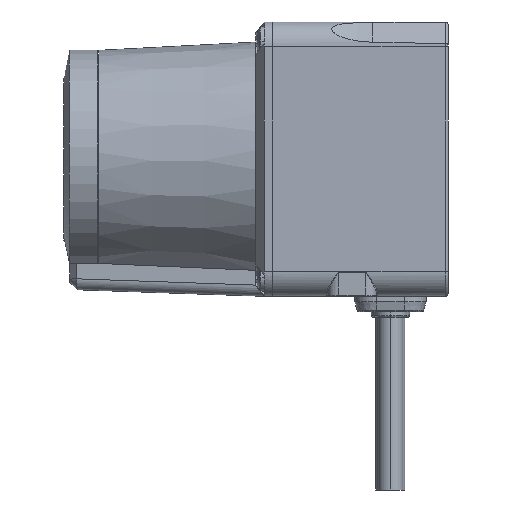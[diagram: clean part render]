
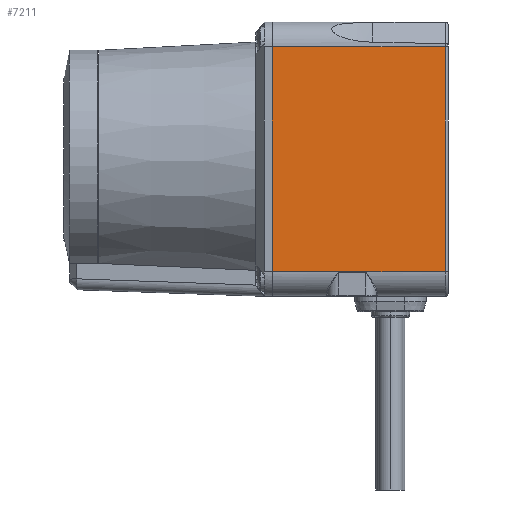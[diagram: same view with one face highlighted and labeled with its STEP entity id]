
A CAD part, left-side view. The second image highlights one B-rep face of the part: STEP entity #7211.
In plain terms, the highlighted planar face has unit normal (-1, -0.009, 0).
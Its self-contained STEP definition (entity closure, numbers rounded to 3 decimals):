
#34 = CARTESIAN_POINT ( 'NONE',  ( -25., 42., -25. ) ) ;
#276 = CARTESIAN_POINT ( 'NONE',  ( -25., 42., 20.5 ) ) ;
#1351 = ORIENTED_EDGE ( 'NONE', *, *, #17105, .T. ) ;
#3284 = DIRECTION ( 'NONE',  ( -0.009, 1., 0. ) ) ;
#3515 = DIRECTION ( 'NONE',  ( -0.009, 1., 0. ) ) ;
#4438 = FACE_OUTER_BOUND ( 'NONE', #8350, .T. ) ;
#5927 = CARTESIAN_POINT ( 'NONE',  ( -25., 42., -20.5 ) ) ;
#7211 = ADVANCED_FACE ( 'NONE', ( #4438 ), #25653, .T. ) ;
#7240 = LINE ( 'NONE', #14916, #23323 ) ;
#8140 = CARTESIAN_POINT ( 'NONE',  ( -24.725, 10.496, 20.5 ) ) ;
#8350 = EDGE_LOOP ( 'NONE', ( #36769, #40142, #1351, #20758 ) ) ;
#8522 = LINE ( 'NONE', #276, #41646 ) ;
#9261 = LINE ( 'NONE', #36346, #34903 ) ;
#11206 = CARTESIAN_POINT ( 'NONE',  ( -25., 42., -20.5 ) ) ;
#14916 = CARTESIAN_POINT ( 'NONE',  ( -25., 42., -25. ) ) ;
#17081 = DIRECTION ( 'NONE',  ( 0., 0., 1. ) ) ;
#17105 = EDGE_CURVE ( 'NONE', #28331, #36411, #8522, .T. ) ;
#20758 = ORIENTED_EDGE ( 'NONE', *, *, #27965, .F. ) ;
#22553 = DIRECTION ( 'NONE',  ( -1., -0.009, 0. ) ) ;
#22860 = VERTEX_POINT ( 'NONE', #5927 ) ;
#23323 = VECTOR ( 'NONE', #40611, 1000. ) ;
#24922 = LINE ( 'NONE', #11206, #25938 ) ;
#25640 = AXIS2_PLACEMENT_3D ( 'NONE', #34, #22553, #3284 ) ;
#25653 = PLANE ( 'NONE',  #25640 ) ;
#25938 = VECTOR ( 'NONE', #26824, 1000. ) ;
#26824 = DIRECTION ( 'NONE',  ( 0.009, -1., 0. ) ) ;
#27167 = VERTEX_POINT ( 'NONE', #38866 ) ;
#27333 = EDGE_CURVE ( 'NONE', #22860, #27167, #24922, .T. ) ;
#27965 = EDGE_CURVE ( 'NONE', #22860, #36411, #7240, .T. ) ;
#28331 = VERTEX_POINT ( 'NONE', #8140 ) ;
#29575 = EDGE_CURVE ( 'NONE', #27167, #28331, #9261, .T. ) ;
#34903 = VECTOR ( 'NONE', #17081, 1000. ) ;
#36346 = CARTESIAN_POINT ( 'NONE',  ( -24.725, 10.496, 20.5 ) ) ;
#36411 = VERTEX_POINT ( 'NONE', #37416 ) ;
#36769 = ORIENTED_EDGE ( 'NONE', *, *, #27333, .T. ) ;
#37416 = CARTESIAN_POINT ( 'NONE',  ( -25., 42., 20.5 ) ) ;
#38866 = CARTESIAN_POINT ( 'NONE',  ( -24.725, 10.496, -20.5 ) ) ;
#40142 = ORIENTED_EDGE ( 'NONE', *, *, #29575, .T. ) ;
#40611 = DIRECTION ( 'NONE',  ( 0., 0., 1. ) ) ;
#41646 = VECTOR ( 'NONE', #3515, 1000. ) ;
